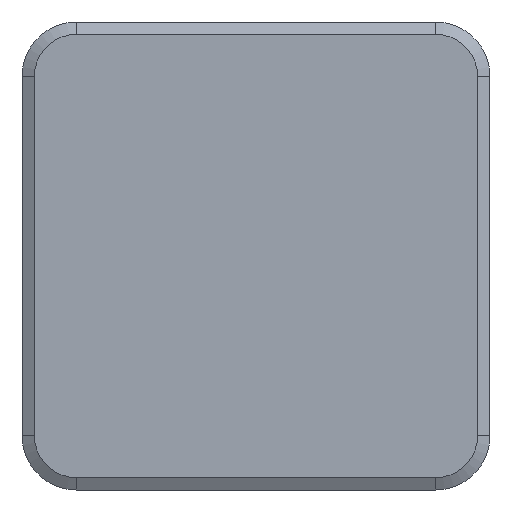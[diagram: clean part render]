
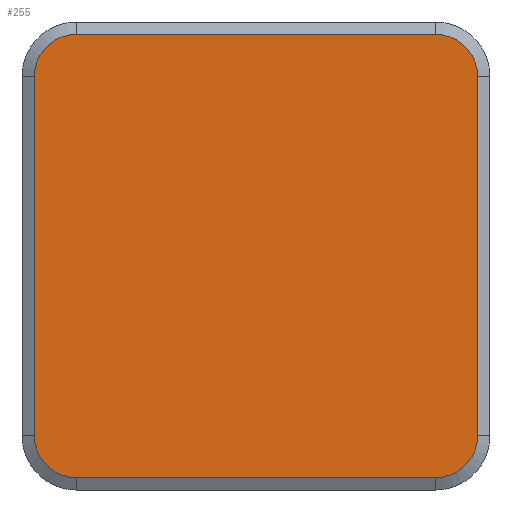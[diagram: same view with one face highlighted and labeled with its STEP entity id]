
A CAD part, front view. The second image highlights one B-rep face of the part: STEP entity #255.
In plain terms, the highlighted planar face has unit normal (0, -1, 0).
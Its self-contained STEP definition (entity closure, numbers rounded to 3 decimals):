
#7 = CARTESIAN_POINT ( 'NONE',  ( 32., 0., -39.5 ) ) ;
#55 = VERTEX_POINT ( 'NONE', #7 ) ;
#72 = VECTOR ( 'NONE', #2062, 1000. ) ;
#209 = EDGE_CURVE ( 'NONE', #478, #1779, #2114, .T. ) ;
#255 = ADVANCED_FACE ( 'NONE', ( #310 ), #2245, .T. ) ;
#289 = EDGE_LOOP ( 'NONE', ( #2273, #2404, #2364, #2400, #2433, #2396, #2589, #2428 ) ) ;
#310 = FACE_OUTER_BOUND ( 'NONE', #289, .T. ) ;
#330 = EDGE_CURVE ( 'NONE', #585, #1378, #695, .T. ) ;
#338 = EDGE_CURVE ( 'NONE', #978, #1779, #1194, .T. ) ;
#344 = VERTEX_POINT ( 'NONE', #2004 ) ;
#375 = EDGE_CURVE ( 'NONE', #978, #344, #1655, .T. ) ;
#478 = VERTEX_POINT ( 'NONE', #1775 ) ;
#494 = AXIS2_PLACEMENT_3D ( 'NONE', #2278, #2242, #2238 ) ;
#585 = VERTEX_POINT ( 'NONE', #1589 ) ;
#667 = CARTESIAN_POINT ( 'NONE',  ( -39.5, 0., 32. ) ) ;
#695 = LINE ( 'NONE', #2024, #1135 ) ;
#698 = EDGE_CURVE ( 'NONE', #55, #585, #1939, .T. ) ;
#754 = EDGE_CURVE ( 'NONE', #344, #55, #1458, .T. ) ;
#890 = EDGE_CURVE ( 'NONE', #1378, #969, #1098, .T. ) ;
#894 = CARTESIAN_POINT ( 'NONE',  ( 39.5, 0., 32. ) ) ;
#969 = VERTEX_POINT ( 'NONE', #1099 ) ;
#978 = VERTEX_POINT ( 'NONE', #1097 ) ;
#1097 = CARTESIAN_POINT ( 'NONE',  ( -39.5, 0., -32. ) ) ;
#1098 = CIRCLE ( 'NONE', #1475, 7.5 ) ;
#1099 = CARTESIAN_POINT ( 'NONE',  ( 32., 0., 39.5 ) ) ;
#1112 = DIRECTION ( 'NONE',  ( 0., 0., -1. ) ) ;
#1115 = DIRECTION ( 'NONE',  ( 0., -1., 0. ) ) ;
#1118 = CARTESIAN_POINT ( 'NONE',  ( 32., 0., 32. ) ) ;
#1122 = AXIS2_PLACEMENT_3D ( 'NONE', #1952, #1950, #1944 ) ;
#1135 = VECTOR ( 'NONE', #2021, 1000. ) ;
#1194 = LINE ( 'NONE', #2034, #72 ) ;
#1333 = DIRECTION ( 'NONE',  ( -1., 0., 0. ) ) ;
#1345 = CARTESIAN_POINT ( 'NONE',  ( -32., 0., -39.5 ) ) ;
#1347 = DIRECTION ( 'NONE',  ( 1., 0., 0. ) ) ;
#1378 = VERTEX_POINT ( 'NONE', #894 ) ;
#1415 = DIRECTION ( 'NONE',  ( 0., 0., -1. ) ) ;
#1419 = DIRECTION ( 'NONE',  ( 0., -1., 0. ) ) ;
#1422 = CARTESIAN_POINT ( 'NONE',  ( 32., 0., -32. ) ) ;
#1435 = VECTOR ( 'NONE', #1347, 1000. ) ;
#1458 = LINE ( 'NONE', #1345, #1435 ) ;
#1475 = AXIS2_PLACEMENT_3D ( 'NONE', #1118, #1115, #1112 ) ;
#1573 = VECTOR ( 'NONE', #1333, 1000. ) ;
#1578 = LINE ( 'NONE', #2297, #1573 ) ;
#1589 = CARTESIAN_POINT ( 'NONE',  ( 39.5, 0., -32. ) ) ;
#1655 = CIRCLE ( 'NONE', #1122, 7.5 ) ;
#1775 = CARTESIAN_POINT ( 'NONE',  ( -32., 0., 39.5 ) ) ;
#1779 = VERTEX_POINT ( 'NONE', #667 ) ;
#1939 = CIRCLE ( 'NONE', #2623, 7.5 ) ;
#1944 = DIRECTION ( 'NONE',  ( 0., 0., -1. ) ) ;
#1950 = DIRECTION ( 'NONE',  ( 0., -1., 0. ) ) ;
#1952 = CARTESIAN_POINT ( 'NONE',  ( -32., 0., -32. ) ) ;
#2004 = CARTESIAN_POINT ( 'NONE',  ( -32., 0., -39.5 ) ) ;
#2021 = DIRECTION ( 'NONE',  ( 0., 0., 1. ) ) ;
#2024 = CARTESIAN_POINT ( 'NONE',  ( 39.5, 0., -32. ) ) ;
#2034 = CARTESIAN_POINT ( 'NONE',  ( -39.5, 0., -32. ) ) ;
#2062 = DIRECTION ( 'NONE',  ( 0., 0., 1. ) ) ;
#2114 = CIRCLE ( 'NONE', #2836, 7.5 ) ;
#2238 = DIRECTION ( 'NONE',  ( 0., 0., -1. ) ) ;
#2242 = DIRECTION ( 'NONE',  ( 0., -1., 0. ) ) ;
#2245 = PLANE ( 'NONE',  #494 ) ;
#2273 = ORIENTED_EDGE ( 'NONE', *, *, #2809, .T. ) ;
#2278 = CARTESIAN_POINT ( 'NONE',  ( -32., 0., 32. ) ) ;
#2297 = CARTESIAN_POINT ( 'NONE',  ( 32., 0., 39.5 ) ) ;
#2362 = DIRECTION ( 'NONE',  ( 0., 0., -1. ) ) ;
#2364 = ORIENTED_EDGE ( 'NONE', *, *, #338, .F. ) ;
#2365 = DIRECTION ( 'NONE',  ( 0., -1., 0. ) ) ;
#2369 = CARTESIAN_POINT ( 'NONE',  ( -32., 0., 32. ) ) ;
#2396 = ORIENTED_EDGE ( 'NONE', *, *, #698, .T. ) ;
#2400 = ORIENTED_EDGE ( 'NONE', *, *, #375, .T. ) ;
#2404 = ORIENTED_EDGE ( 'NONE', *, *, #209, .T. ) ;
#2428 = ORIENTED_EDGE ( 'NONE', *, *, #890, .T. ) ;
#2433 = ORIENTED_EDGE ( 'NONE', *, *, #754, .T. ) ;
#2589 = ORIENTED_EDGE ( 'NONE', *, *, #330, .T. ) ;
#2623 = AXIS2_PLACEMENT_3D ( 'NONE', #1422, #1419, #1415 ) ;
#2809 = EDGE_CURVE ( 'NONE', #969, #478, #1578, .T. ) ;
#2836 = AXIS2_PLACEMENT_3D ( 'NONE', #2369, #2365, #2362 ) ;
